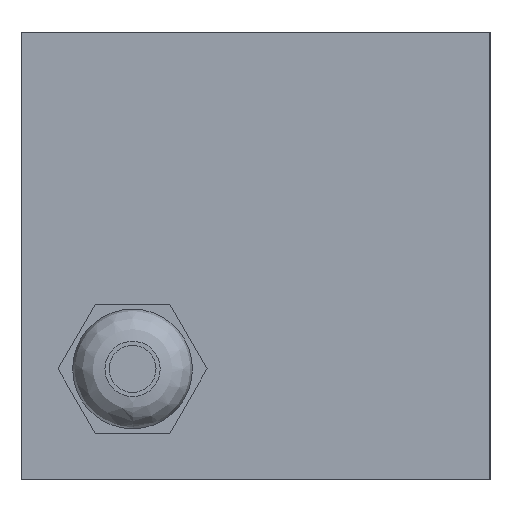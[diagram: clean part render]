
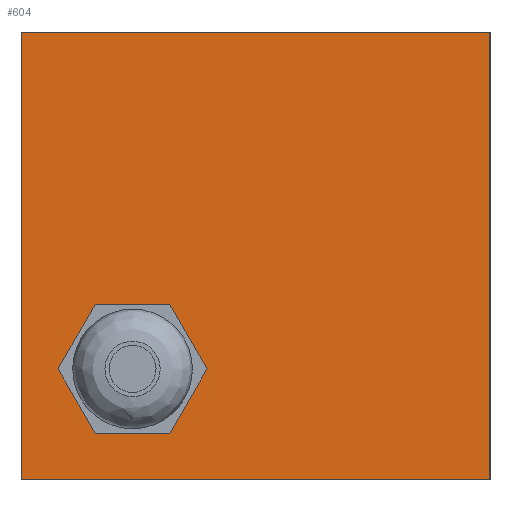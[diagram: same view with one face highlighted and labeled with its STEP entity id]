
A CAD part, left-side view. The second image highlights one B-rep face of the part: STEP entity #604.
In plain terms, the highlighted planar face has unit normal (-1, 0, 0).
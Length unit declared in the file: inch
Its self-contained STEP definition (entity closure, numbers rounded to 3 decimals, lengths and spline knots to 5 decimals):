
#32=FACE_BOUND('',#141,.T.);
#60=PLANE('',#675);
#96=FACE_OUTER_BOUND('',#140,.T.);
#140=EDGE_LOOP('',(#550,#551,#552,#553));
#141=EDGE_LOOP('',(#554,#555));
#188=LINE('',#1009,#245);
#194=LINE('',#1029,#251);
#200=LINE('',#1040,#257);
#201=LINE('',#1042,#258);
#245=VECTOR('',#813,0.3937);
#251=VECTOR('',#833,0.3937);
#257=VECTOR('',#843,0.3937);
#258=VECTOR('',#846,0.3937);
#271=CIRCLE('',#659,0.19685);
#272=CIRCLE('',#660,0.19685);
#315=VERTEX_POINT('',#994);
#316=VERTEX_POINT('',#995);
#319=VERTEX_POINT('',#1007);
#320=VERTEX_POINT('',#1008);
#327=VERTEX_POINT('',#1028);
#330=VERTEX_POINT('',#1038);
#384=EDGE_CURVE('',#315,#316,#271,.T.);
#385=EDGE_CURVE('',#316,#315,#272,.T.);
#390=EDGE_CURVE('',#319,#320,#188,.T.);
#400=EDGE_CURVE('',#327,#320,#194,.T.);
#406=EDGE_CURVE('',#319,#330,#200,.T.);
#407=EDGE_CURVE('',#327,#330,#201,.T.);
#550=ORIENTED_EDGE('',*,*,#406,.T.);
#551=ORIENTED_EDGE('',*,*,#407,.F.);
#552=ORIENTED_EDGE('',*,*,#400,.T.);
#553=ORIENTED_EDGE('',*,*,#390,.F.);
#554=ORIENTED_EDGE('',*,*,#384,.T.);
#555=ORIENTED_EDGE('',*,*,#385,.T.);
#604=ADVANCED_FACE('',(#96,#32),#60,.T.);
#659=AXIS2_PLACEMENT_3D('',#996,#797,#798);
#660=AXIS2_PLACEMENT_3D('',#997,#799,#800);
#675=AXIS2_PLACEMENT_3D('',#1041,#844,#845);
#797=DIRECTION('center_axis',(1.,0.,0.));
#798=DIRECTION('ref_axis',(0.,-1.,0.));
#799=DIRECTION('center_axis',(1.,0.,0.));
#800=DIRECTION('ref_axis',(0.,-1.,0.));
#813=DIRECTION('',(0.,1.,0.));
#833=DIRECTION('',(0.,0.,-1.));
#843=DIRECTION('',(0.,0.,1.));
#844=DIRECTION('center_axis',(-1.,0.,0.));
#845=DIRECTION('ref_axis',(0.,-1.,0.));
#846=DIRECTION('',(0.,-1.,0.));
#994=CARTESIAN_POINT('',(-5.25,1.33071,-0.48256));
#995=CARTESIAN_POINT('',(-5.25,1.72441,-0.48256));
#996=CARTESIAN_POINT('Origin',(-5.25,1.52756,-0.48256));
#997=CARTESIAN_POINT('Origin',(-5.25,1.52756,-0.48256));
#1007=CARTESIAN_POINT('',(-5.25,0.,-0.955));
#1008=CARTESIAN_POINT('',(-5.25,2.,-0.955));
#1009=CARTESIAN_POINT('',(-5.25,2.,-0.955));
#1028=CARTESIAN_POINT('',(-5.25,2.,0.955));
#1029=CARTESIAN_POINT('',(-5.25,2.,0.));
#1038=CARTESIAN_POINT('',(-5.25,0.,0.955));
#1040=CARTESIAN_POINT('',(-5.25,0.,0.));
#1041=CARTESIAN_POINT('Origin',(-5.25,2.,0.));
#1042=CARTESIAN_POINT('',(-5.25,2.,0.955));
